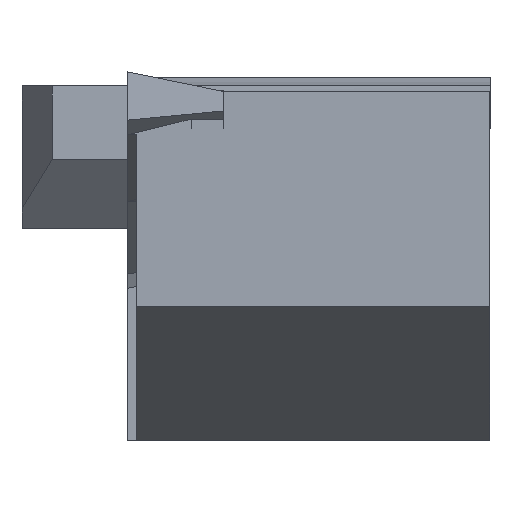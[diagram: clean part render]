
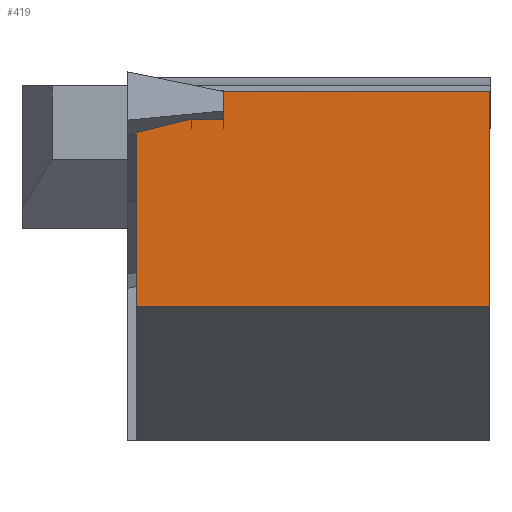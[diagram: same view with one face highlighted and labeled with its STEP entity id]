
A CAD part, left-side view. The second image highlights one B-rep face of the part: STEP entity #419.
In plain terms, the highlighted planar face has unit normal (-1, 0, -0.018).
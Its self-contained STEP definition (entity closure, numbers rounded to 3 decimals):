
#34 = CARTESIAN_POINT ( 'NONE',  ( 0.646, -3.18, -1.366 ) ) ;
#40 = CARTESIAN_POINT ( 'NONE',  ( 0.754, 129.411, -7.573 ) ) ;
#62 = EDGE_CURVE ( 'NONE', #1917, #1061, #223, .T. ) ;
#104 = DIRECTION ( 'NONE',  ( 0., -1., 0. ) ) ;
#114 = CARTESIAN_POINT ( 'NONE',  ( 0.63, 129.411, -0.452 ) ) ;
#135 = CARTESIAN_POINT ( 'NONE',  ( 0.66, 1.11, -2.168 ) ) ;
#165 = LINE ( 'NONE', #1967, #1514 ) ;
#216 = CARTESIAN_POINT ( 'NONE',  ( 0.641, -3.18, -1.096 ) ) ;
#223 = LINE ( 'NONE', #727, #2012 ) ;
#273 = ORIENTED_EDGE ( 'NONE', *, *, #1016, .T. ) ;
#412 = EDGE_CURVE ( 'NONE', #1065, #1334, #165, .T. ) ;
#419 = ADVANCED_FACE ( 'NONE', ( #2061 ), #1225, .F. ) ;
#435 = ORIENTED_EDGE ( 'NONE', *, *, #785, .F. ) ;
#440 = ORIENTED_EDGE ( 'NONE', *, *, #607, .T. ) ;
#446 = CARTESIAN_POINT ( 'NONE',  ( 0.655, -0.3, -1.891 ) ) ;
#480 = EDGE_CURVE ( 'NONE', #1610, #1537, #737, .T. ) ;
#586 = ORIENTED_EDGE ( 'NONE', *, *, #62, .F. ) ;
#598 = LINE ( 'NONE', #829, #1354 ) ;
#607 = EDGE_CURVE ( 'NONE', #1065, #1442, #1750, .T. ) ;
#611 = DIRECTION ( 'NONE',  ( 0., -1., 0. ) ) ;
#629 = EDGE_CURVE ( 'NONE', #1537, #1061, #598, .T. ) ;
#655 = CARTESIAN_POINT ( 'NONE',  ( 0.754, -12., -7.573 ) ) ;
#672 = CARTESIAN_POINT ( 'NONE',  ( 0.754, 129.411, -7.573 ) ) ;
#727 = CARTESIAN_POINT ( 'NONE',  ( 0.646, -3.18, -1.366 ) ) ;
#737 = LINE ( 'NONE', #1707, #811 ) ;
#763 = VECTOR ( 'NONE', #1888, 1000. ) ;
#784 = CARTESIAN_POINT ( 'NONE',  ( 0.655, -0.3, -1.891 ) ) ;
#785 = EDGE_CURVE ( 'NONE', #1858, #1917, #2084, .T. ) ;
#792 = ORIENTED_EDGE ( 'NONE', *, *, #480, .T. ) ;
#811 = VECTOR ( 'NONE', #1925, 1000. ) ;
#829 = CARTESIAN_POINT ( 'NONE',  ( 0.735, -3.18, -6.495 ) ) ;
#839 = DIRECTION ( 'NONE',  ( 0., 1., 0. ) ) ;
#853 = LINE ( 'NONE', #114, #953 ) ;
#858 = AXIS2_PLACEMENT_3D ( 'NONE', #40, #1101, #1363 ) ;
#953 = VECTOR ( 'NONE', #104, 1000. ) ;
#961 = DIRECTION ( 'NONE',  ( -0.004, -0.97, 0.243 ) ) ;
#1016 = EDGE_CURVE ( 'NONE', #1442, #1685, #1598, .T. ) ;
#1061 = VERTEX_POINT ( 'NONE', #34 ) ;
#1065 = VERTEX_POINT ( 'NONE', #1206 ) ;
#1095 = CARTESIAN_POINT ( 'NONE',  ( 0.646, -2.099, -1.366 ) ) ;
#1101 = DIRECTION ( 'NONE',  ( 1., 0., 0.017 ) ) ;
#1110 = ORIENTED_EDGE ( 'NONE', *, *, #629, .T. ) ;
#1206 = CARTESIAN_POINT ( 'NONE',  ( 0.754, -0.3, -7.573 ) ) ;
#1225 = PLANE ( 'NONE',  #858 ) ;
#1235 = EDGE_LOOP ( 'NONE', ( #435, #1356, #1816, #440, #273, #1285, #792, #1110, #586 ) ) ;
#1285 = ORIENTED_EDGE ( 'NONE', *, *, #1425, .F. ) ;
#1294 = CARTESIAN_POINT ( 'NONE',  ( 0.655, 0., -1.891 ) ) ;
#1315 = LINE ( 'NONE', #784, #1583 ) ;
#1334 = VERTEX_POINT ( 'NONE', #446 ) ;
#1354 = VECTOR ( 'NONE', #1613, 1000. ) ;
#1356 = ORIENTED_EDGE ( 'NONE', *, *, #1920, .F. ) ;
#1363 = DIRECTION ( 'NONE',  ( 0.017, 0., -1. ) ) ;
#1401 = VECTOR ( 'NONE', #1469, 1000. ) ;
#1425 = EDGE_CURVE ( 'NONE', #1610, #1685, #853, .T. ) ;
#1442 = VERTEX_POINT ( 'NONE', #655 ) ;
#1469 = DIRECTION ( 'NONE',  ( 0., -1., 0. ) ) ;
#1514 = VECTOR ( 'NONE', #1849, 1000. ) ;
#1537 = VERTEX_POINT ( 'NONE', #216 ) ;
#1583 = VECTOR ( 'NONE', #839, 1000. ) ;
#1598 = LINE ( 'NONE', #1840, #763 ) ;
#1610 = VERTEX_POINT ( 'NONE', #1916 ) ;
#1613 = DIRECTION ( 'NONE',  ( 0.017, 0., -1. ) ) ;
#1685 = VERTEX_POINT ( 'NONE', #1914 ) ;
#1707 = CARTESIAN_POINT ( 'NONE',  ( 0.735, -3.18, -6.495 ) ) ;
#1750 = LINE ( 'NONE', #672, #1401 ) ;
#1779 = VECTOR ( 'NONE', #961, 1000. ) ;
#1816 = ORIENTED_EDGE ( 'NONE', *, *, #412, .F. ) ;
#1840 = CARTESIAN_POINT ( 'NONE',  ( 0.622, -12., 0.011 ) ) ;
#1849 = DIRECTION ( 'NONE',  ( -0.017, 0., 1. ) ) ;
#1858 = VERTEX_POINT ( 'NONE', #1294 ) ;
#1888 = DIRECTION ( 'NONE',  ( -0.017, 0., 1. ) ) ;
#1914 = CARTESIAN_POINT ( 'NONE',  ( 0.63, -12., -0.452 ) ) ;
#1916 = CARTESIAN_POINT ( 'NONE',  ( 0.63, -3.18, -0.452 ) ) ;
#1917 = VERTEX_POINT ( 'NONE', #1095 ) ;
#1920 = EDGE_CURVE ( 'NONE', #1334, #1858, #1315, .T. ) ;
#1925 = DIRECTION ( 'NONE',  ( 0.017, 0., -1. ) ) ;
#1967 = CARTESIAN_POINT ( 'NONE',  ( 0.831, -0.3, -12. ) ) ;
#2012 = VECTOR ( 'NONE', #611, 1000. ) ;
#2061 = FACE_OUTER_BOUND ( 'NONE', #1235, .T. ) ;
#2084 = LINE ( 'NONE', #135, #1779 ) ;
